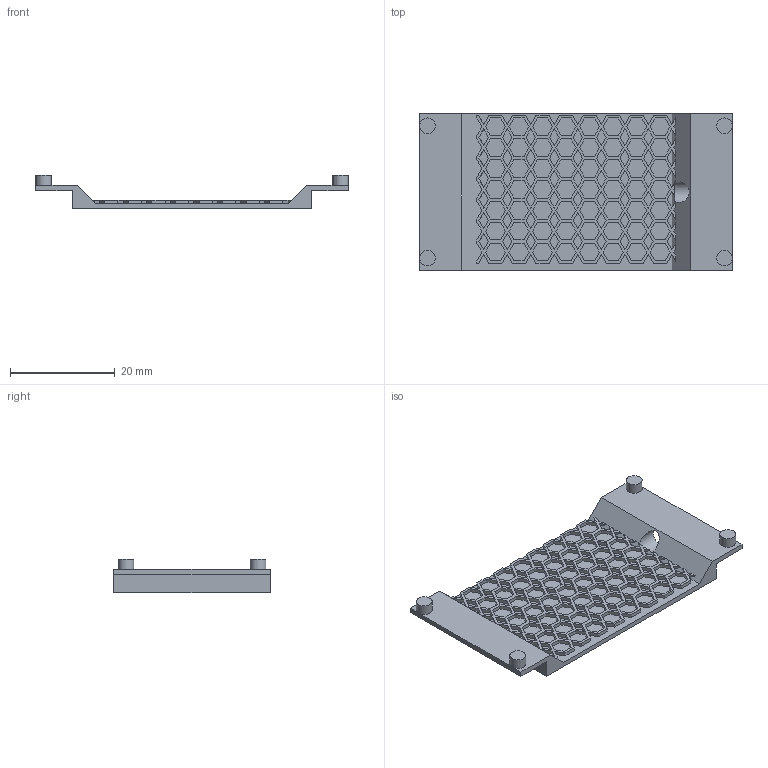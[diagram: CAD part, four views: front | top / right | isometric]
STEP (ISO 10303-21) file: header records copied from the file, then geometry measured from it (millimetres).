
FILE_DESCRIPTION(/* description */ (''),/* implementation_level */ '2;1');
FILE_NAME(/* name */ 'Palm_Grip.stp',/* time_stamp */ '2020-05-08T18:56:29+12:00',/* author */ ('Ajay Yadiki'),/* organization */ (''),/* preprocessor_version */ 'ST-DEVELOPER v18',/* originating_system */ 'Autodesk Inventor 2020',/* authorisation */ '');
FILE_SCHEMA (('AUTOMOTIVE_DESIGN { 1 0 10303 214 3 1 1 }'));
Length unit declared in the file: millimetre
Products named in the file (1): Palm_Grip
Bounding box: 59.81 x 30 x 6.5 mm (x, y, z)
Volume: 2624.3 mm3; surface area: 5002.1 mm2
Topology: 1 solids, 1 shells, 802 faces, 2091 edges, 1393 vertices
Faces by surface type: plane 796, cylinder 6
Full cylindrical faces by diameter (mm): 3 x4, 4 x1
Entity records: 24140 total; most frequent: CARTESIAN_POINT 4313, ORIENTED_EDGE 4182, DIRECTION 3717, EDGE_CURVE 2091, LINE 2067, VECTOR 2067, VERTEX_POINT 1393, EDGE_LOOP 906
